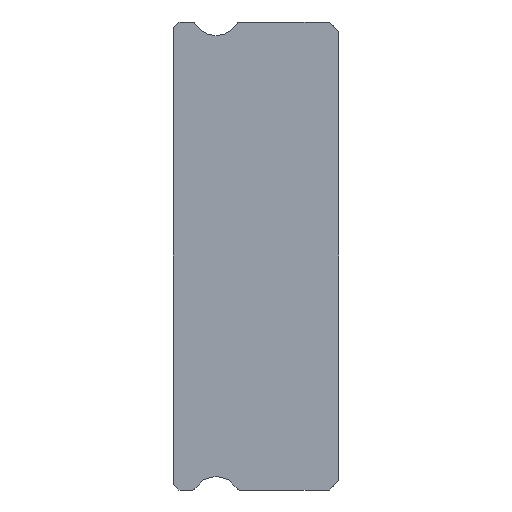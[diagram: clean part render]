
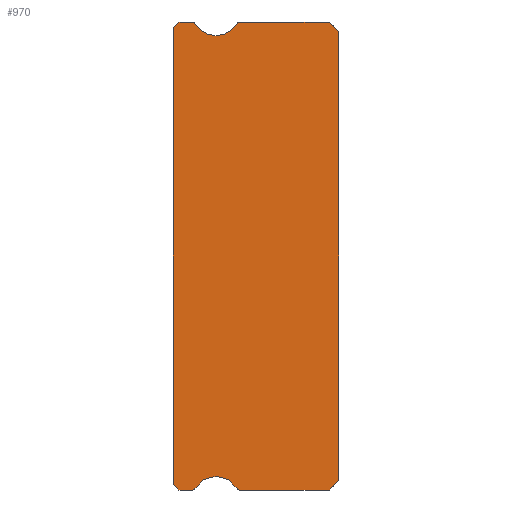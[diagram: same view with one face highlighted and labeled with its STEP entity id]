
A CAD part, left-side view. The second image highlights one B-rep face of the part: STEP entity #970.
In plain terms, the highlighted planar face has unit normal (-1, 0, 0).
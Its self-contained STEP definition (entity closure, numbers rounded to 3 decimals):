
#59 = CARTESIAN_POINT ( 'NONE',  ( -20., 5.088, 11.85 ) ) ;
#80 = CARTESIAN_POINT ( 'NONE',  ( -20., 7.512, -12. ) ) ;
#104 = DIRECTION ( 'NONE',  ( 1., 0., 0. ) ) ;
#206 = DIRECTION ( 'NONE',  ( -1., 0., 0. ) ) ;
#208 = EDGE_CURVE ( 'NONE', #2157, #7506, #7988, .T. ) ;
#280 = VECTOR ( 'NONE', #7621, 1000. ) ;
#327 = ORIENTED_EDGE ( 'NONE', *, *, #1354, .T. ) ;
#344 = AXIS2_PLACEMENT_3D ( 'NONE', #5361, #104, #2018 ) ;
#394 = VERTEX_POINT ( 'NONE', #8152 ) ;
#451 = DIRECTION ( 'NONE',  ( 1., 0., 0. ) ) ;
#472 = CIRCLE ( 'NONE', #2928, 1.25 ) ;
#492 = DIRECTION ( 'NONE',  ( 1., 0., 0. ) ) ;
#524 = ORIENTED_EDGE ( 'NONE', *, *, #5432, .F. ) ;
#563 = ORIENTED_EDGE ( 'NONE', *, *, #6561, .F. ) ;
#695 = ORIENTED_EDGE ( 'NONE', *, *, #7168, .F. ) ;
#764 = CARTESIAN_POINT ( 'NONE',  ( -20., 8.5, 11.7 ) ) ;
#828 = AXIS2_PLACEMENT_3D ( 'NONE', #5100, #7065, #7660 ) ;
#837 = CARTESIAN_POINT ( 'NONE',  ( -20., 7.383, 11.925 ) ) ;
#850 = CARTESIAN_POINT ( 'NONE',  ( -20., 8.5, 11.7 ) ) ;
#970 = ADVANCED_FACE ( 'NONE', ( #8438 ), #8266, .F. ) ;
#1015 = EDGE_CURVE ( 'NONE', #4711, #5656, #1708, .T. ) ;
#1020 = EDGE_CURVE ( 'NONE', #5192, #5351, #6487, .T. ) ;
#1056 = CARTESIAN_POINT ( 'NONE',  ( -20., 7.512, -11.85 ) ) ;
#1200 = CARTESIAN_POINT ( 'NONE',  ( -20., 0.5, 12. ) ) ;
#1276 = CIRCLE ( 'NONE', #6047, 1.25 ) ;
#1354 = EDGE_CURVE ( 'NONE', #394, #5420, #5052, .T. ) ;
#1510 = ORIENTED_EDGE ( 'NONE', *, *, #7767, .F. ) ;
#1589 = ORIENTED_EDGE ( 'NONE', *, *, #6288, .F. ) ;
#1698 = LINE ( 'NONE', #3025, #6770 ) ;
#1708 = CIRCLE ( 'NONE', #344, 0.15 ) ;
#1740 = CARTESIAN_POINT ( 'NONE',  ( -20., 0., 11.5 ) ) ;
#1749 = LINE ( 'NONE', #1200, #7374 ) ;
#1779 = VECTOR ( 'NONE', #3087, 1000. ) ;
#1838 = ORIENTED_EDGE ( 'NONE', *, *, #1015, .F. ) ;
#2018 = DIRECTION ( 'NONE',  ( 0., 0., -1. ) ) ;
#2023 = ORIENTED_EDGE ( 'NONE', *, *, #7575, .T. ) ;
#2028 = DIRECTION ( 'NONE',  ( 0., -1., 0. ) ) ;
#2157 = VERTEX_POINT ( 'NONE', #5709 ) ;
#2259 = VECTOR ( 'NONE', #5077, 1000. ) ;
#2352 = EDGE_CURVE ( 'NONE', #4590, #7506, #2529, .T. ) ;
#2464 = CARTESIAN_POINT ( 'NONE',  ( -20., 7.512, -12. ) ) ;
#2476 = EDGE_CURVE ( 'NONE', #8164, #5796, #7919, .T. ) ;
#2529 = LINE ( 'NONE', #5609, #280 ) ;
#2539 = CARTESIAN_POINT ( 'NONE',  ( -20., 5.088, -12. ) ) ;
#2610 = VECTOR ( 'NONE', #3500, 1000. ) ;
#2742 = DIRECTION ( 'NONE',  ( 0., 0., -1. ) ) ;
#2928 = AXIS2_PLACEMENT_3D ( 'NONE', #7049, #6191, #3198 ) ;
#2935 = AXIS2_PLACEMENT_3D ( 'NONE', #59, #6035, #2742 ) ;
#2967 = ORIENTED_EDGE ( 'NONE', *, *, #4945, .F. ) ;
#3025 = CARTESIAN_POINT ( 'NONE',  ( -20., 7.512, -12. ) ) ;
#3045 = VERTEX_POINT ( 'NONE', #8115 ) ;
#3051 = CARTESIAN_POINT ( 'NONE',  ( -20., 5.217, -11.925 ) ) ;
#3087 = DIRECTION ( 'NONE',  ( 0., 0., 1. ) ) ;
#3198 = DIRECTION ( 'NONE',  ( 0., 0., -1. ) ) ;
#3248 = CARTESIAN_POINT ( 'NONE',  ( -20., 7.512, 12. ) ) ;
#3301 = LINE ( 'NONE', #2464, #2259 ) ;
#3331 = EDGE_CURVE ( 'NONE', #5656, #4009, #472, .T. ) ;
#3500 = DIRECTION ( 'NONE',  ( 0., 0.707, -0.707 ) ) ;
#3551 = CIRCLE ( 'NONE', #5465, 1.25 ) ;
#3838 = LINE ( 'NONE', #8417, #7720 ) ;
#3849 = VERTEX_POINT ( 'NONE', #5240 ) ;
#3863 = ORIENTED_EDGE ( 'NONE', *, *, #5243, .F. ) ;
#3868 = LINE ( 'NONE', #7083, #7383 ) ;
#3928 = ORIENTED_EDGE ( 'NONE', *, *, #1020, .F. ) ;
#3939 = EDGE_LOOP ( 'NONE', ( #6935, #2023, #7119, #1589, #3863, #4631, #1510, #695, #327, #2967, #524, #3928, #563, #4839, #1838, #4162, #8174 ) ) ;
#4009 = VERTEX_POINT ( 'NONE', #7480 ) ;
#4162 = ORIENTED_EDGE ( 'NONE', *, *, #7320, .T. ) ;
#4258 = CARTESIAN_POINT ( 'NONE',  ( -20., 8.2, -12. ) ) ;
#4306 = DIRECTION ( 'NONE',  ( 0., -0.707, -0.707 ) ) ;
#4561 = DIRECTION ( 'NONE',  ( 0., 1., 0. ) ) ;
#4590 = VERTEX_POINT ( 'NONE', #5693 ) ;
#4631 = ORIENTED_EDGE ( 'NONE', *, *, #2476, .F. ) ;
#4687 = AXIS2_PLACEMENT_3D ( 'NONE', #1056, #492, #5064 ) ;
#4711 = VERTEX_POINT ( 'NONE', #3248 ) ;
#4795 = CARTESIAN_POINT ( 'NONE',  ( -20., 6.3, 12.55 ) ) ;
#4839 = ORIENTED_EDGE ( 'NONE', *, *, #3331, .F. ) ;
#4903 = CARTESIAN_POINT ( 'NONE',  ( -20., 5.088, 12. ) ) ;
#4931 = VERTEX_POINT ( 'NONE', #6885 ) ;
#4945 = EDGE_CURVE ( 'NONE', #3849, #5420, #1749, .T. ) ;
#5004 = DIRECTION ( 'NONE',  ( 0., 0.707, -0.707 ) ) ;
#5052 = LINE ( 'NONE', #6941, #1779 ) ;
#5064 = DIRECTION ( 'NONE',  ( 0., 0., -1. ) ) ;
#5077 = DIRECTION ( 'NONE',  ( 0., 1., 0. ) ) ;
#5100 = CARTESIAN_POINT ( 'NONE',  ( -20., 5.088, -11.85 ) ) ;
#5112 = VERTEX_POINT ( 'NONE', #80 ) ;
#5192 = VERTEX_POINT ( 'NONE', #7987 ) ;
#5240 = CARTESIAN_POINT ( 'NONE',  ( -20., 0.5, 12. ) ) ;
#5243 = EDGE_CURVE ( 'NONE', #5796, #5947, #3551, .T. ) ;
#5351 = VERTEX_POINT ( 'NONE', #4903 ) ;
#5361 = CARTESIAN_POINT ( 'NONE',  ( -20., 7.512, 11.85 ) ) ;
#5399 = AXIS2_PLACEMENT_3D ( 'NONE', #6298, #451, #7628 ) ;
#5403 = DIRECTION ( 'NONE',  ( 0., 0., -1. ) ) ;
#5420 = VERTEX_POINT ( 'NONE', #1740 ) ;
#5432 = EDGE_CURVE ( 'NONE', #5351, #3849, #3868, .T. ) ;
#5465 = AXIS2_PLACEMENT_3D ( 'NONE', #7474, #206, #5975 ) ;
#5609 = CARTESIAN_POINT ( 'NONE',  ( -20., 8.5, 11.85 ) ) ;
#5656 = VERTEX_POINT ( 'NONE', #837 ) ;
#5693 = CARTESIAN_POINT ( 'NONE',  ( -20., 8.5, -11.7 ) ) ;
#5709 = CARTESIAN_POINT ( 'NONE',  ( -20., 8.2, 12. ) ) ;
#5796 = VERTEX_POINT ( 'NONE', #3051 ) ;
#5899 = VECTOR ( 'NONE', #5004, 1000. ) ;
#5947 = VERTEX_POINT ( 'NONE', #6660 ) ;
#5975 = DIRECTION ( 'NONE',  ( 0., 0., -1. ) ) ;
#6035 = DIRECTION ( 'NONE',  ( 1., 0., 0. ) ) ;
#6047 = AXIS2_PLACEMENT_3D ( 'NONE', #4795, #6722, #5403 ) ;
#6191 = DIRECTION ( 'NONE',  ( -1., 0., 0. ) ) ;
#6239 = DIRECTION ( 'NONE',  ( 0., -0.707, -0.707 ) ) ;
#6288 = EDGE_CURVE ( 'NONE', #5947, #5112, #7686, .T. ) ;
#6298 = CARTESIAN_POINT ( 'NONE',  ( -20., 7.512, 11.85 ) ) ;
#6487 = CIRCLE ( 'NONE', #2935, 0.15 ) ;
#6561 = EDGE_CURVE ( 'NONE', #4009, #5192, #1276, .T. ) ;
#6660 = CARTESIAN_POINT ( 'NONE',  ( -20., 7.383, -11.925 ) ) ;
#6722 = DIRECTION ( 'NONE',  ( -1., 0., 0. ) ) ;
#6770 = VECTOR ( 'NONE', #8366, 1000. ) ;
#6885 = CARTESIAN_POINT ( 'NONE',  ( -20., 8.2, -12. ) ) ;
#6886 = LINE ( 'NONE', #7562, #5899 ) ;
#6935 = ORIENTED_EDGE ( 'NONE', *, *, #2352, .F. ) ;
#6941 = CARTESIAN_POINT ( 'NONE',  ( -20., 0., 11.5 ) ) ;
#7049 = CARTESIAN_POINT ( 'NONE',  ( -20., 6.3, 12.55 ) ) ;
#7065 = DIRECTION ( 'NONE',  ( 1., 0., 0. ) ) ;
#7083 = CARTESIAN_POINT ( 'NONE',  ( -20., 7.512, 12. ) ) ;
#7119 = ORIENTED_EDGE ( 'NONE', *, *, #7641, .T. ) ;
#7168 = EDGE_CURVE ( 'NONE', #394, #3045, #6886, .T. ) ;
#7320 = EDGE_CURVE ( 'NONE', #4711, #2157, #3838, .T. ) ;
#7374 = VECTOR ( 'NONE', #6239, 1000. ) ;
#7383 = VECTOR ( 'NONE', #2028, 1000. ) ;
#7474 = CARTESIAN_POINT ( 'NONE',  ( -20., 6.3, -12.55 ) ) ;
#7480 = CARTESIAN_POINT ( 'NONE',  ( -20., 6.3, 11.3 ) ) ;
#7506 = VERTEX_POINT ( 'NONE', #850 ) ;
#7562 = CARTESIAN_POINT ( 'NONE',  ( -20., 0., -11.5 ) ) ;
#7575 = EDGE_CURVE ( 'NONE', #4590, #4931, #8153, .T. ) ;
#7621 = DIRECTION ( 'NONE',  ( 0., 0., 1. ) ) ;
#7628 = DIRECTION ( 'NONE',  ( 0., 0., -1. ) ) ;
#7641 = EDGE_CURVE ( 'NONE', #4931, #5112, #1698, .T. ) ;
#7660 = DIRECTION ( 'NONE',  ( 0., 0., -1. ) ) ;
#7686 = CIRCLE ( 'NONE', #4687, 0.15 ) ;
#7720 = VECTOR ( 'NONE', #4561, 1000. ) ;
#7767 = EDGE_CURVE ( 'NONE', #3045, #8164, #3301, .T. ) ;
#7919 = CIRCLE ( 'NONE', #828, 0.15 ) ;
#7987 = CARTESIAN_POINT ( 'NONE',  ( -20., 5.217, 11.925 ) ) ;
#7988 = LINE ( 'NONE', #764, #2610 ) ;
#8000 = VECTOR ( 'NONE', #4306, 1000. ) ;
#8115 = CARTESIAN_POINT ( 'NONE',  ( -20., 0.5, -12. ) ) ;
#8152 = CARTESIAN_POINT ( 'NONE',  ( -20., 0., -11.5 ) ) ;
#8153 = LINE ( 'NONE', #4258, #8000 ) ;
#8164 = VERTEX_POINT ( 'NONE', #2539 ) ;
#8174 = ORIENTED_EDGE ( 'NONE', *, *, #208, .T. ) ;
#8266 = PLANE ( 'NONE',  #5399 ) ;
#8366 = DIRECTION ( 'NONE',  ( 0., -1., 0. ) ) ;
#8417 = CARTESIAN_POINT ( 'NONE',  ( -20., 8.2, 12. ) ) ;
#8438 = FACE_OUTER_BOUND ( 'NONE', #3939, .T. ) ;
